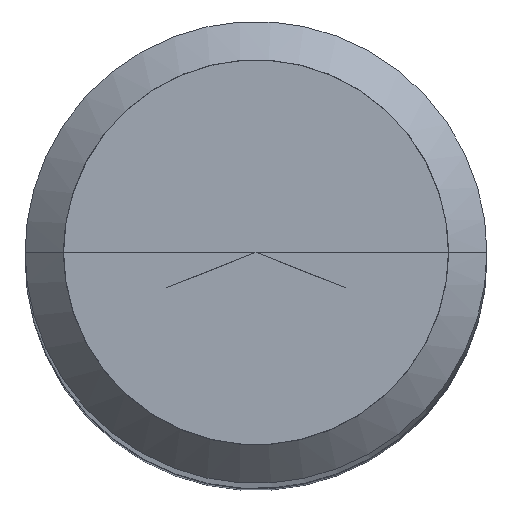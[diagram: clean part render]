
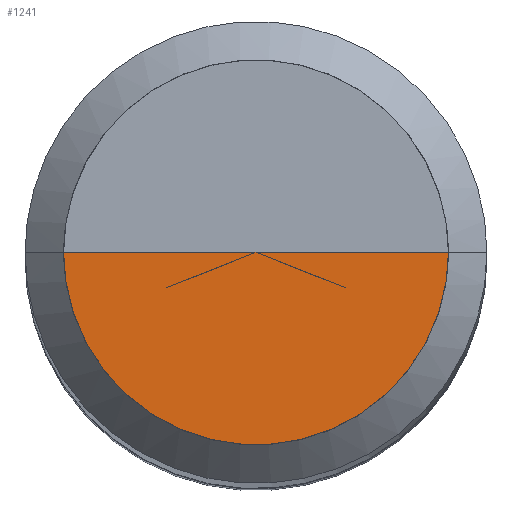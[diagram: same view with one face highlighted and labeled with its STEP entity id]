
A CAD part, top view. The second image highlights one B-rep face of the part: STEP entity #1241.
In plain terms, the highlighted free-form (B-spline) face has degree [1, 2] with [2, 5] control points.
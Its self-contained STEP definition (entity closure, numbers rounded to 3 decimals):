
#802=CARTESIAN_POINT('',(2.5,0.0,35.85));
#806=CARTESIAN_POINT('',(-2.5,0.0,35.85));
#807=CARTESIAN_POINT('',(0.0,0.0,35.85));
#820=CARTESIAN_POINT('',(-2.5,-2.5,35.85));
#821=CARTESIAN_POINT('',(0.0,-2.5,35.85));
#822=CARTESIAN_POINT('',(2.5,-2.5,35.85));
#1226=(
BOUNDED_SURFACE()
B_SPLINE_SURFACE(1,2,(
(#806,#820,#821,#822,#802),
(#807,#807,#807,#807,#807)
), .UNSPECIFIED.,.F.,.F.,.F.)
B_SPLINE_SURFACE_WITH_KNOTS((2,2),(3,2,3),(
0.0,1.0),(
0.0,0.5,1.0), .UNSPECIFIED.)
GEOMETRIC_REPRESENTATION_ITEM()
RATIONAL_B_SPLINE_SURFACE(((1.0,0.707,1.0,0.707,1.0),
(1.0,0.707,1.0,0.707,1.0)
))
REPRESENTATION_ITEM('')
SURFACE()
);
#1227=(
BOUNDED_CURVE()
B_SPLINE_CURVE(1,(#807,#802),.UNSPECIFIED.,.F.,.F.)
B_SPLINE_CURVE_WITH_KNOTS((2,2),
(0.0,1.0),.UNSPECIFIED.)
CURVE()
GEOMETRIC_REPRESENTATION_ITEM()
RATIONAL_B_SPLINE_CURVE((1.0,1.0))
REPRESENTATION_ITEM('')
);
#1228=(
BOUNDED_CURVE()
B_SPLINE_CURVE(2,(#802,#822,#821,#820,#806),.UNSPECIFIED.,.F.,.F.)
B_SPLINE_CURVE_WITH_KNOTS((3,2,3),
(0.0,0.5,1.0),.UNSPECIFIED.)
CURVE()
GEOMETRIC_REPRESENTATION_ITEM()
RATIONAL_B_SPLINE_CURVE((1.0,0.707,1.0,0.707,1.0))
REPRESENTATION_ITEM('')
);
#1229=(
BOUNDED_CURVE()
B_SPLINE_CURVE(1,(#806,#807),.UNSPECIFIED.,.F.,.F.)
B_SPLINE_CURVE_WITH_KNOTS((2,2),
(0.0,1.0),.UNSPECIFIED.)
CURVE()
GEOMETRIC_REPRESENTATION_ITEM()
RATIONAL_B_SPLINE_CURVE((1.0,1.0))
REPRESENTATION_ITEM('')
);
#1230=VERTEX_POINT('',#802);
#1231=VERTEX_POINT('',#806);
#1232=VERTEX_POINT('',#807);
#1233=EDGE_CURVE('',#1232,#1230,#1227,.T.);
#1234=EDGE_CURVE('',#1230,#1231,#1228,.T.);
#1235=EDGE_CURVE('',#1231,#1232,#1229,.T.);
#1236=ORIENTED_EDGE('',*,*,#1233,.T.);
#1237=ORIENTED_EDGE('',*,*,#1234,.T.);
#1238=ORIENTED_EDGE('',*,*,#1235,.T.);
#1239=EDGE_LOOP('',(#1236,#1237,#1238));
#1240=FACE_OUTER_BOUND('',#1239,.T.);
#1241=ADVANCED_FACE('',(#1240),#1226,.T.);
